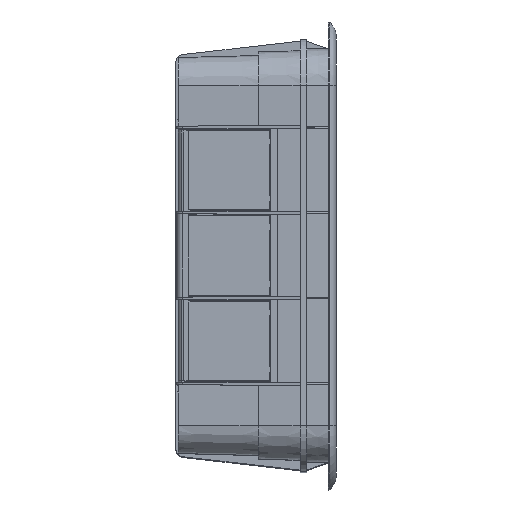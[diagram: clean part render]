
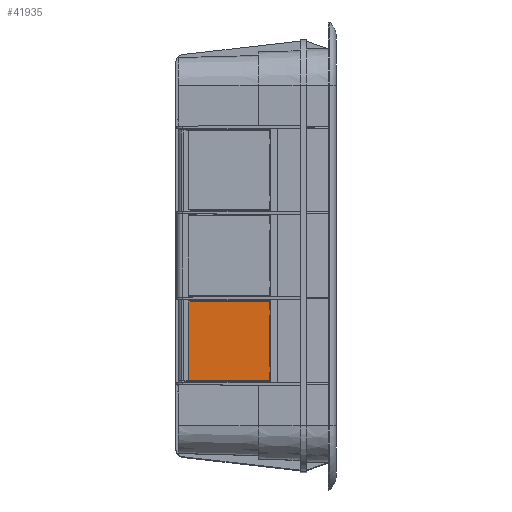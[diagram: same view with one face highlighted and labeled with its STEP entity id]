
A CAD part, top view. The second image highlights one B-rep face of the part: STEP entity #41935.
In plain terms, the highlighted planar face has unit normal (-0.026, 0, 1).
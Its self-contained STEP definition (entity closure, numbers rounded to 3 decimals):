
#14210=DIRECTION('',(0.,-1.,0.));
#14211=VECTOR('',#14210,4.);
#14212=CARTESIAN_POINT('',(58.5,-70.,192.044));
#14213=LINE('',#14212,#14211);
#14218=DIRECTION('',(0.,-1.,0.));
#14219=VECTOR('',#14218,4.);
#14220=CARTESIAN_POINT('',(58.5,-34.,192.044));
#14221=LINE('',#14220,#14219);
#14242=DIRECTION('',(-1.,0.,-0.026));
#14243=VECTOR('',#14242,1.);
#14244=CARTESIAN_POINT('',(58.5,-70.,192.044));
#14245=LINE('',#14244,#14243);
#14246=DIRECTION('',(1.,0.,0.026));
#14247=VECTOR('',#14246,1.);
#14248=CARTESIAN_POINT('',(57.5,-74.,192.017));
#14249=LINE('',#14248,#14247);
#14250=DIRECTION('',(0.,1.,0.));
#14251=VECTOR('',#14250,5.072);
#14252=CARTESIAN_POINT('',(57.5,-79.072,
192.017));
#14253=LINE('',#14252,#14251);
#14254=DIRECTION('',(1.,0.003,0.026));
#14255=VECTOR('',#14254,51.068);
#14256=CARTESIAN_POINT('',(6.45,-79.25,
190.681));
#14257=LINE('',#14256,#14255);
#14258=DIRECTION('',(0.,-1.,0.));
#14259=VECTOR('',#14258,25.25);
#14260=CARTESIAN_POINT('',(6.45,-54.,190.681));
#14261=LINE('',#14260,#14259);
#14262=DIRECTION('',(0.,-1.,0.));
#14263=VECTOR('',#14262,25.25);
#14264=CARTESIAN_POINT('',(6.45,-28.75,
190.681));
#14265=LINE('',#14264,#14263);
#14266=DIRECTION('',(-1.,0.003,-0.026));
#14267=VECTOR('',#14266,51.068);
#14268=CARTESIAN_POINT('',(57.5,-28.928,
192.017));
#14269=LINE('',#14268,#14267);
#14270=DIRECTION('',(0.,1.,0.));
#14271=VECTOR('',#14270,5.072);
#14272=CARTESIAN_POINT('',(57.5,-34.,192.017));
#14273=LINE('',#14272,#14271);
#14274=DIRECTION('',(-1.,0.,-0.026));
#14275=VECTOR('',#14274,1.);
#14276=CARTESIAN_POINT('',(58.5,-34.,192.044));
#14277=LINE('',#14276,#14275);
#14278=DIRECTION('',(1.,0.,0.026));
#14279=VECTOR('',#14278,1.);
#14280=CARTESIAN_POINT('',(57.5,-38.,192.017));
#14281=LINE('',#14280,#14279);
#14282=DIRECTION('',(0.,1.,0.));
#14283=VECTOR('',#14282,16.);
#14284=CARTESIAN_POINT('',(57.5,-54.,192.017));
#14285=LINE('',#14284,#14283);
#14286=DIRECTION('',(0.,1.,0.));
#14287=VECTOR('',#14286,16.);
#14288=CARTESIAN_POINT('',(57.5,-70.,192.017));
#14289=LINE('',#14288,#14287);
#18787=CARTESIAN_POINT('',(57.5,-54.,192.017));
#18789=VERTEX_POINT('',#18787);
#18790=CARTESIAN_POINT('',(57.5,-70.,192.017));
#18791=VERTEX_POINT('',#18790);
#18795=CARTESIAN_POINT('',(57.5,-28.928,
192.017));
#18797=VERTEX_POINT('',#18795);
#18798=CARTESIAN_POINT('',(57.5,-34.,192.017));
#18799=VERTEX_POINT('',#18798);
#18803=CARTESIAN_POINT('',(57.5,-38.,192.017));
#18805=VERTEX_POINT('',#18803);
#18827=CARTESIAN_POINT('',(57.5,-74.,192.017));
#18829=VERTEX_POINT('',#18827);
#18830=CARTESIAN_POINT('',(57.5,-79.072,
192.017));
#18831=VERTEX_POINT('',#18830);
#18835=CARTESIAN_POINT('',(6.45,-54.,190.681));
#18837=VERTEX_POINT('',#18835);
#18838=CARTESIAN_POINT('',(6.45,-28.75,
190.681));
#18839=VERTEX_POINT('',#18838);
#18843=CARTESIAN_POINT('',(6.45,-79.25,
190.681));
#18845=VERTEX_POINT('',#18843);
#18846=CARTESIAN_POINT('',(58.5,-70.,192.044));
#18847=VERTEX_POINT('',#18846);
#18848=CARTESIAN_POINT('',(58.5,-38.,192.044));
#18849=VERTEX_POINT('',#18848);
#18850=CARTESIAN_POINT('',(58.5,-34.,192.044));
#18851=VERTEX_POINT('',#18850);
#18852=CARTESIAN_POINT('',(58.5,-74.,192.044));
#18853=VERTEX_POINT('',#18852);
#41902=CARTESIAN_POINT('',(-4.985,0.,
190.381));
#41903=DIRECTION('',(0.026,0.,-1.));
#41904=DIRECTION('',(0.,1.,0.));
#41905=AXIS2_PLACEMENT_3D('',#41902,#41903,#41904);
#41906=PLANE('',#41905);
#41908=ORIENTED_EDGE('',*,*,#41907,.F.);
#41909=ORIENTED_EDGE('',*,*,#41877,.T.);
#41911=ORIENTED_EDGE('',*,*,#41910,.F.);
#41913=ORIENTED_EDGE('',*,*,#41912,.F.);
#41915=ORIENTED_EDGE('',*,*,#41914,.F.);
#41917=ORIENTED_EDGE('',*,*,#41916,.F.);
#41919=ORIENTED_EDGE('',*,*,#41918,.F.);
#41921=ORIENTED_EDGE('',*,*,#41920,.F.);
#41923=ORIENTED_EDGE('',*,*,#41922,.F.);
#41925=ORIENTED_EDGE('',*,*,#41924,.F.);
#41926=ORIENTED_EDGE('',*,*,#41880,.T.);
#41928=ORIENTED_EDGE('',*,*,#41927,.F.);
#41930=ORIENTED_EDGE('',*,*,#41929,.F.);
#41932=ORIENTED_EDGE('',*,*,#41931,.F.);
#41933=EDGE_LOOP('',(#41908,#41909,#41911,#41913,#41915,#41917,#41919,#41921,
#41923,#41925,#41926,#41928,#41930,#41932));
#41934=FACE_OUTER_BOUND('',#41933,.F.);
#41935=ADVANCED_FACE('',(#41934),#41906,.F.);
#41877=EDGE_CURVE('',#18847,#18853,#14213,.T.);
#41880=EDGE_CURVE('',#18851,#18849,#14221,.T.);
#41907=EDGE_CURVE('',#18847,#18791,#14245,.T.);
#41910=EDGE_CURVE('',#18829,#18853,#14249,.T.);
#41912=EDGE_CURVE('',#18831,#18829,#14253,.T.);
#41914=EDGE_CURVE('',#18845,#18831,#14257,.T.);
#41916=EDGE_CURVE('',#18837,#18845,#14261,.T.);
#41918=EDGE_CURVE('',#18839,#18837,#14265,.T.);
#41920=EDGE_CURVE('',#18797,#18839,#14269,.T.);
#41922=EDGE_CURVE('',#18799,#18797,#14273,.T.);
#41924=EDGE_CURVE('',#18851,#18799,#14277,.T.);
#41927=EDGE_CURVE('',#18805,#18849,#14281,.T.);
#41929=EDGE_CURVE('',#18789,#18805,#14285,.T.);
#41931=EDGE_CURVE('',#18791,#18789,#14289,.T.);
